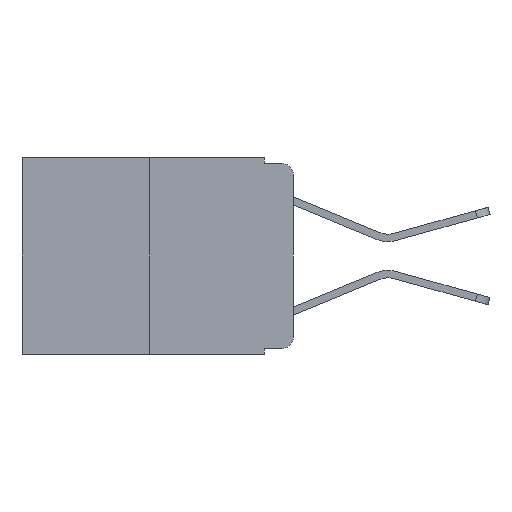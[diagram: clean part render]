
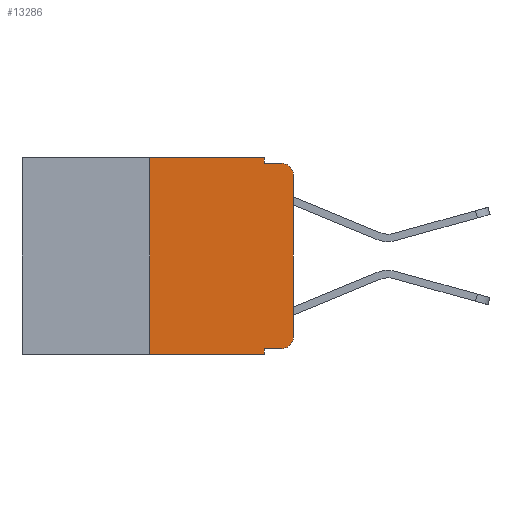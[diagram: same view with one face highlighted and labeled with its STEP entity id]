
A CAD part, left-side view. The second image highlights one B-rep face of the part: STEP entity #13286.
In plain terms, the highlighted planar face has unit normal (-1, 0, 0).
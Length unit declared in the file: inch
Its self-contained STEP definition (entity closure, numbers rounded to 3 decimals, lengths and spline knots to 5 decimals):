
#13 = VECTOR ( 'NONE', #2588, 39.37008 ) ;
#196 = ORIENTED_EDGE ( 'NONE', *, *, #1480, .F. ) ;
#353 = VERTEX_POINT ( 'NONE', #14941 ) ;
#365 = VERTEX_POINT ( 'NONE', #1640 ) ;
#445 = DIRECTION ( 'NONE',  ( 0., -1., 0. ) ) ;
#740 = LINE ( 'NONE', #4436, #10796 ) ;
#851 = ORIENTED_EDGE ( 'NONE', *, *, #14451, .T. ) ;
#1130 = ORIENTED_EDGE ( 'NONE', *, *, #9435, .F. ) ;
#1382 = ORIENTED_EDGE ( 'NONE', *, *, #10845, .F. ) ;
#1480 = EDGE_CURVE ( 'NONE', #11477, #3170, #4326, .T. ) ;
#1496 = VECTOR ( 'NONE', #445, 39.37008 ) ;
#1637 = CARTESIAN_POINT ( 'NONE',  ( 0., 0.051, 0. ) ) ;
#1640 = CARTESIAN_POINT ( 'NONE',  ( 0., 0., -0.03 ) ) ;
#1762 = CARTESIAN_POINT ( 'NONE',  ( 0., 0.02, -0.333 ) ) ;
#2134 = CARTESIAN_POINT ( 'NONE',  ( 0., 0.02, -0.03 ) ) ;
#2253 = VECTOR ( 'NONE', #12193, 39.37008 ) ;
#2472 = DIRECTION ( 'NONE',  ( 0., 0., -1. ) ) ;
#2531 = PLANE ( 'NONE',  #6380 ) ;
#2588 = DIRECTION ( 'NONE',  ( 0., 0., -1. ) ) ;
#2628 = ORIENTED_EDGE ( 'NONE', *, *, #14234, .F. ) ;
#2930 = DIRECTION ( 'NONE',  ( 0., 0., -1. ) ) ;
#3038 = ORIENTED_EDGE ( 'NONE', *, *, #13302, .T. ) ;
#3130 = CARTESIAN_POINT ( 'NONE',  ( 0., 0., -0.313 ) ) ;
#3139 = ORIENTED_EDGE ( 'NONE', *, *, #4363, .F. ) ;
#3170 = VERTEX_POINT ( 'NONE', #4223 ) ;
#3495 = ORIENTED_EDGE ( 'NONE', *, *, #9907, .T. ) ;
#3549 = DIRECTION ( 'NONE',  ( -1., 0., 0. ) ) ;
#3570 = CARTESIAN_POINT ( 'NONE',  ( 0., 0., 0. ) ) ;
#3707 = CARTESIAN_POINT ( 'NONE',  ( 0., 0.473, 0. ) ) ;
#4194 = LINE ( 'NONE', #1637, #4844 ) ;
#4223 = CARTESIAN_POINT ( 'NONE',  ( 0., 0.02, -0.01 ) ) ;
#4326 = LINE ( 'NONE', #10181, #5859 ) ;
#4363 = EDGE_CURVE ( 'NONE', #353, #11477, #8646, .T. ) ;
#4436 = CARTESIAN_POINT ( 'NONE',  ( 0., 0.473, -0.343 ) ) ;
#4508 = CARTESIAN_POINT ( 'NONE',  ( 0., 0.25, -0.343 ) ) ;
#4547 = CIRCLE ( 'NONE', #7680, 0.02 ) ;
#4646 = CARTESIAN_POINT ( 'NONE',  ( 0., 0.25, 0. ) ) ;
#4760 = DIRECTION ( 'NONE',  ( 1., 0., 0. ) ) ;
#4844 = VECTOR ( 'NONE', #2930, 39.37008 ) ;
#5134 = CARTESIAN_POINT ( 'NONE',  ( 0., 0.473, 0. ) ) ;
#5306 = VECTOR ( 'NONE', #10161, 39.37008 ) ;
#5315 = VERTEX_POINT ( 'NONE', #6910 ) ;
#5859 = VECTOR ( 'NONE', #15128, 39.37008 ) ;
#5938 = VERTEX_POINT ( 'NONE', #3130 ) ;
#6380 = AXIS2_PLACEMENT_3D ( 'NONE', #3707, #4760, #14683 ) ;
#6389 = CIRCLE ( 'NONE', #15450, 0.02 ) ;
#6910 = CARTESIAN_POINT ( 'NONE',  ( 0., 0.051, -0.333 ) ) ;
#7680 = AXIS2_PLACEMENT_3D ( 'NONE', #8599, #3549, #8670 ) ;
#8599 = CARTESIAN_POINT ( 'NONE',  ( 0., 0.02, -0.313 ) ) ;
#8621 = VERTEX_POINT ( 'NONE', #11968 ) ;
#8646 = LINE ( 'NONE', #13677, #13 ) ;
#8670 = DIRECTION ( 'NONE',  ( 0., 0., -1. ) ) ;
#9107 = VECTOR ( 'NONE', #15987, 39.37008 ) ;
#9226 = ORIENTED_EDGE ( 'NONE', *, *, #13825, .T. ) ;
#9435 = EDGE_CURVE ( 'NONE', #13114, #8621, #15760, .T. ) ;
#9907 = EDGE_CURVE ( 'NONE', #5938, #365, #11049, .T. ) ;
#10161 = DIRECTION ( 'NONE',  ( 0., -1., 0. ) ) ;
#10181 = CARTESIAN_POINT ( 'NONE',  ( 0., 0.051, -0.01 ) ) ;
#10232 = LINE ( 'NONE', #11779, #1496 ) ;
#10435 = VERTEX_POINT ( 'NONE', #11321 ) ;
#10460 = ORIENTED_EDGE ( 'NONE', *, *, #14072, .T. ) ;
#10532 = CARTESIAN_POINT ( 'NONE',  ( 0., 0.051, -0.01 ) ) ;
#10796 = VECTOR ( 'NONE', #11838, 39.37008 ) ;
#10845 = EDGE_CURVE ( 'NONE', #8621, #353, #15262, .T. ) ;
#11049 = LINE ( 'NONE', #3570, #9107 ) ;
#11321 = CARTESIAN_POINT ( 'NONE',  ( 0., 0.051, -0.343 ) ) ;
#11477 = VERTEX_POINT ( 'NONE', #10532 ) ;
#11779 = CARTESIAN_POINT ( 'NONE',  ( 0., 0.051, -0.333 ) ) ;
#11838 = DIRECTION ( 'NONE',  ( 0., -1., 0. ) ) ;
#11968 = CARTESIAN_POINT ( 'NONE',  ( 0., 0.25, 0. ) ) ;
#12007 = DIRECTION ( 'NONE',  ( -1., 0., 0. ) ) ;
#12193 = DIRECTION ( 'NONE',  ( 0., 0., 1. ) ) ;
#13114 = VERTEX_POINT ( 'NONE', #4508 ) ;
#13286 = ADVANCED_FACE ( 'NONE', ( #15881 ), #2531, .F. ) ;
#13302 = EDGE_CURVE ( 'NONE', #15167, #5938, #4547, .T. ) ;
#13677 = CARTESIAN_POINT ( 'NONE',  ( 0., 0.051, 0. ) ) ;
#13825 = EDGE_CURVE ( 'NONE', #5315, #15167, #10232, .T. ) ;
#14072 = EDGE_CURVE ( 'NONE', #365, #3170, #6389, .T. ) ;
#14234 = EDGE_CURVE ( 'NONE', #5315, #10435, #4194, .T. ) ;
#14451 = EDGE_CURVE ( 'NONE', #13114, #10435, #740, .T. ) ;
#14683 = DIRECTION ( 'NONE',  ( 0., 0., -1. ) ) ;
#14912 = EDGE_LOOP ( 'NONE', ( #3495, #10460, #196, #3139, #1382, #1130, #851, #2628, #9226, #3038 ) ) ;
#14941 = CARTESIAN_POINT ( 'NONE',  ( 0., 0.051, 0. ) ) ;
#15128 = DIRECTION ( 'NONE',  ( 0., -1., 0. ) ) ;
#15167 = VERTEX_POINT ( 'NONE', #1762 ) ;
#15262 = LINE ( 'NONE', #5134, #5306 ) ;
#15450 = AXIS2_PLACEMENT_3D ( 'NONE', #2134, #12007, #2472 ) ;
#15760 = LINE ( 'NONE', #4646, #2253 ) ;
#15881 = FACE_OUTER_BOUND ( 'NONE', #14912, .T. ) ;
#15987 = DIRECTION ( 'NONE',  ( 0., 0., 1. ) ) ;
